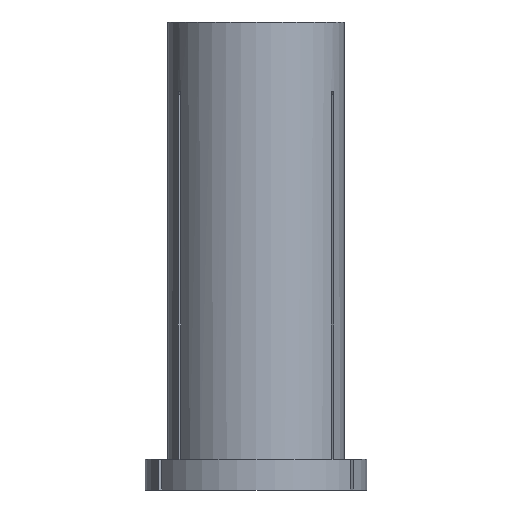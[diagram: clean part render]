
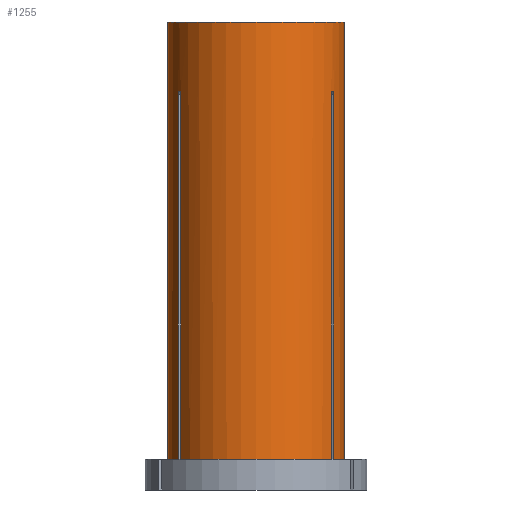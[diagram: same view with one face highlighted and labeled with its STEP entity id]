
A CAD part, front view. The second image highlights one B-rep face of the part: STEP entity #1255.
In plain terms, the highlighted cylindrical face has radius 10 mm (diameter 20 mm), a partial arc.
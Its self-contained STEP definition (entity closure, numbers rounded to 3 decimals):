
#5 = DIRECTION ( 'NONE',  ( 0., 0., 1. ) ) ;
#6 = CARTESIAN_POINT ( 'NONE',  ( 8.612, -5.087, -7.898 ) ) ;
#21 = CARTESIAN_POINT ( 'NONE',  ( 10., 0., 0. ) ) ;
#30 = VERTEX_POINT ( 'NONE', #1110 ) ;
#32 = CARTESIAN_POINT ( 'NONE',  ( 8.806, -4.738, 0. ) ) ;
#36 = EDGE_CURVE ( 'NONE', #759, #246, #869, .T. ) ;
#57 = ORIENTED_EDGE ( 'NONE', *, *, #36, .T. ) ;
#68 = AXIS2_PLACEMENT_3D ( 'NONE', #1012, #529, #1089 ) ;
#124 = CARTESIAN_POINT ( 'NONE',  ( -10., 0., 0. ) ) ;
#144 = CARTESIAN_POINT ( 'NONE',  ( -8.612, -5.087, -7.898 ) ) ;
#150 = VERTEX_POINT ( 'NONE', #535 ) ;
#158 = CIRCLE ( 'NONE', #1116, 10. ) ;
#211 = DIRECTION ( 'NONE',  ( 0., 0., 1. ) ) ;
#244 = CARTESIAN_POINT ( 'NONE',  ( 8.506, -5.258, 0. ) ) ;
#246 = VERTEX_POINT ( 'NONE', #1056 ) ;
#252 = VECTOR ( 'NONE', #5, 1000. ) ;
#261 = LINE ( 'NONE', #124, #741 ) ;
#273 = ORIENTED_EDGE ( 'NONE', *, *, #879, .T. ) ;
#294 = AXIS2_PLACEMENT_3D ( 'NONE', #914, #419, #823 ) ;
#305 = EDGE_CURVE ( 'NONE', #150, #802, #905, .T. ) ;
#314 = B_SPLINE_CURVE_WITH_KNOTS ( 'NONE', 3,
 ( #605, #6, #896, #1202 ),
 .UNSPECIFIED., .F., .F.,
 ( 4, 4 ),
 ( 0., 0.001 ),
 .UNSPECIFIED. ) ;
#321 = DIRECTION ( 'NONE',  ( 0., 0., 1. ) ) ;
#327 = CYLINDRICAL_SURFACE ( 'NONE', #294, 10. ) ;
#394 = CARTESIAN_POINT ( 'NONE',  ( 0., 0., -49.4 ) ) ;
#396 = EDGE_CURVE ( 'NONE', #1168, #950, #314, .T. ) ;
#407 = ORIENTED_EDGE ( 'NONE', *, *, #1159, .F. ) ;
#415 = CARTESIAN_POINT ( 'NONE',  ( -8.806, -4.738, -7.905 ) ) ;
#417 = CARTESIAN_POINT ( 'NONE',  ( -8.506, -5.258, 0. ) ) ;
#419 = DIRECTION ( 'NONE',  ( 0., 0., 1. ) ) ;
#424 = DIRECTION ( 'NONE',  ( 0., 0., 1. ) ) ;
#425 = ORIENTED_EDGE ( 'NONE', *, *, #1109, .T. ) ;
#427 = EDGE_CURVE ( 'NONE', #1020, #759, #840, .T. ) ;
#433 = CARTESIAN_POINT ( 'NONE',  ( -8.712, -4.914, -7.898 ) ) ;
#435 = CARTESIAN_POINT ( 'NONE',  ( 0., 0., -49.4 ) ) ;
#451 = ORIENTED_EDGE ( 'NONE', *, *, #396, .T. ) ;
#487 = LINE ( 'NONE', #244, #252 ) ;
#491 = LINE ( 'NONE', #417, #798 ) ;
#497 = DIRECTION ( 'NONE',  ( 1., 0., 0. ) ) ;
#500 = CIRCLE ( 'NONE', #68, 10. ) ;
#501 = CARTESIAN_POINT ( 'NONE',  ( -8.506, -5.258, -49.4 ) ) ;
#525 = CARTESIAN_POINT ( 'NONE',  ( 8.506, -5.258, -49.4 ) ) ;
#529 = DIRECTION ( 'NONE',  ( 0., 0., 1. ) ) ;
#535 = CARTESIAN_POINT ( 'NONE',  ( 10., 0., -49.4 ) ) ;
#538 = DIRECTION ( 'NONE',  ( 1., 0., 0. ) ) ;
#539 = EDGE_LOOP ( 'NONE', ( #915, #273, #807, #57, #816, #425, #1029, #451, #984, #933, #590, #407 ) ) ;
#574 = VECTOR ( 'NONE', #1003, 1000. ) ;
#581 = CIRCLE ( 'NONE', #591, 10. ) ;
#590 = ORIENTED_EDGE ( 'NONE', *, *, #305, .T. ) ;
#591 = AXIS2_PLACEMENT_3D ( 'NONE', #435, #1132, #538 ) ;
#598 = LINE ( 'NONE', #32, #1121 ) ;
#604 = DIRECTION ( 'NONE',  ( 0., 0., 1. ) ) ;
#605 = CARTESIAN_POINT ( 'NONE',  ( 8.506, -5.258, -7.905 ) ) ;
#629 = CARTESIAN_POINT ( 'NONE',  ( -10., 0., 0. ) ) ;
#695 = CARTESIAN_POINT ( 'NONE',  ( 8.806, -4.738, -7.905 ) ) ;
#721 = CARTESIAN_POINT ( 'NONE',  ( 8.506, -5.258, -7.905 ) ) ;
#723 = CARTESIAN_POINT ( 'NONE',  ( 10., 0., 0. ) ) ;
#741 = VECTOR ( 'NONE', #424, 1000. ) ;
#759 = VERTEX_POINT ( 'NONE', #908 ) ;
#760 = CIRCLE ( 'NONE', #792, 10. ) ;
#772 = EDGE_CURVE ( 'NONE', #892, #246, #491, .T. ) ;
#781 = EDGE_CURVE ( 'NONE', #897, #1287, #261, .T. ) ;
#792 = AXIS2_PLACEMENT_3D ( 'NONE', #394, #1086, #497 ) ;
#798 = VECTOR ( 'NONE', #604, 1000. ) ;
#802 = VERTEX_POINT ( 'NONE', #723 ) ;
#807 = ORIENTED_EDGE ( 'NONE', *, *, #427, .T. ) ;
#813 = CARTESIAN_POINT ( 'NONE',  ( 0., 0., 0. ) ) ;
#816 = ORIENTED_EDGE ( 'NONE', *, *, #772, .F. ) ;
#823 = DIRECTION ( 'NONE',  ( 1., 0., 0. ) ) ;
#840 = LINE ( 'NONE', #899, #574 ) ;
#869 = B_SPLINE_CURVE_WITH_KNOTS ( 'NONE', 3,
 ( #415, #433, #144, #1138 ),
 .UNSPECIFIED., .F., .F.,
 ( 4, 4 ),
 ( 0., 0.001 ),
 .UNSPECIFIED. ) ;
#875 = VECTOR ( 'NONE', #1092, 1000. ) ;
#879 = EDGE_CURVE ( 'NONE', #897, #1020, #500, .T. ) ;
#892 = VERTEX_POINT ( 'NONE', #501 ) ;
#896 = CARTESIAN_POINT ( 'NONE',  ( 8.712, -4.914, -7.898 ) ) ;
#897 = VERTEX_POINT ( 'NONE', #994 ) ;
#899 = CARTESIAN_POINT ( 'NONE',  ( -8.806, -4.738, 0. ) ) ;
#903 = DIRECTION ( 'NONE',  ( 1., 0., 0. ) ) ;
#905 = LINE ( 'NONE', #21, #875 ) ;
#908 = CARTESIAN_POINT ( 'NONE',  ( -8.806, -4.738, -7.905 ) ) ;
#914 = CARTESIAN_POINT ( 'NONE',  ( 0., 0., 0. ) ) ;
#915 = ORIENTED_EDGE ( 'NONE', *, *, #781, .F. ) ;
#916 = CARTESIAN_POINT ( 'NONE',  ( -8.806, -4.738, -49.4 ) ) ;
#933 = ORIENTED_EDGE ( 'NONE', *, *, #1057, .T. ) ;
#950 = VERTEX_POINT ( 'NONE', #695 ) ;
#951 = FACE_OUTER_BOUND ( 'NONE', #539, .T. ) ;
#984 = ORIENTED_EDGE ( 'NONE', *, *, #1259, .F. ) ;
#994 = CARTESIAN_POINT ( 'NONE',  ( -10., 0., -49.4 ) ) ;
#1003 = DIRECTION ( 'NONE',  ( 0., 0., 1. ) ) ;
#1012 = CARTESIAN_POINT ( 'NONE',  ( 0., 0., -49.4 ) ) ;
#1020 = VERTEX_POINT ( 'NONE', #916 ) ;
#1029 = ORIENTED_EDGE ( 'NONE', *, *, #1129, .T. ) ;
#1038 = VERTEX_POINT ( 'NONE', #525 ) ;
#1056 = CARTESIAN_POINT ( 'NONE',  ( -8.506, -5.258, -7.905 ) ) ;
#1057 = EDGE_CURVE ( 'NONE', #30, #150, #581, .T. ) ;
#1086 = DIRECTION ( 'NONE',  ( 0., 0., 1. ) ) ;
#1089 = DIRECTION ( 'NONE',  ( 1., 0., 0. ) ) ;
#1092 = DIRECTION ( 'NONE',  ( 0., 0., 1. ) ) ;
#1109 = EDGE_CURVE ( 'NONE', #892, #1038, #760, .T. ) ;
#1110 = CARTESIAN_POINT ( 'NONE',  ( 8.806, -4.738, -49.4 ) ) ;
#1116 = AXIS2_PLACEMENT_3D ( 'NONE', #813, #211, #903 ) ;
#1121 = VECTOR ( 'NONE', #321, 1000. ) ;
#1129 = EDGE_CURVE ( 'NONE', #1038, #1168, #487, .T. ) ;
#1132 = DIRECTION ( 'NONE',  ( 0., 0., 1. ) ) ;
#1138 = CARTESIAN_POINT ( 'NONE',  ( -8.506, -5.258, -7.905 ) ) ;
#1159 = EDGE_CURVE ( 'NONE', #1287, #802, #158, .T. ) ;
#1168 = VERTEX_POINT ( 'NONE', #721 ) ;
#1202 = CARTESIAN_POINT ( 'NONE',  ( 8.806, -4.738, -7.905 ) ) ;
#1255 = ADVANCED_FACE ( 'NONE', ( #951 ), #327, .T. ) ;
#1259 = EDGE_CURVE ( 'NONE', #30, #950, #598, .T. ) ;
#1287 = VERTEX_POINT ( 'NONE', #629 ) ;
